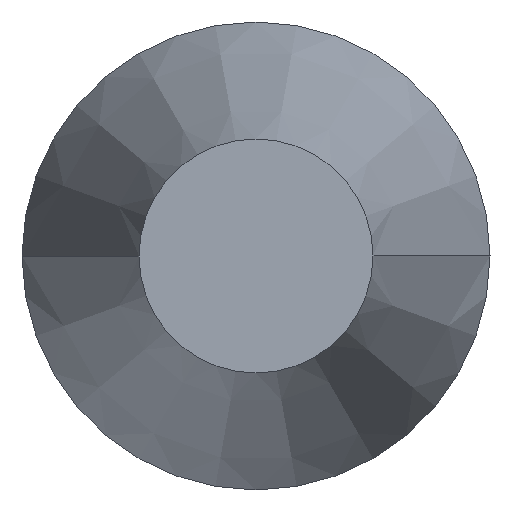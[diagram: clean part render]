
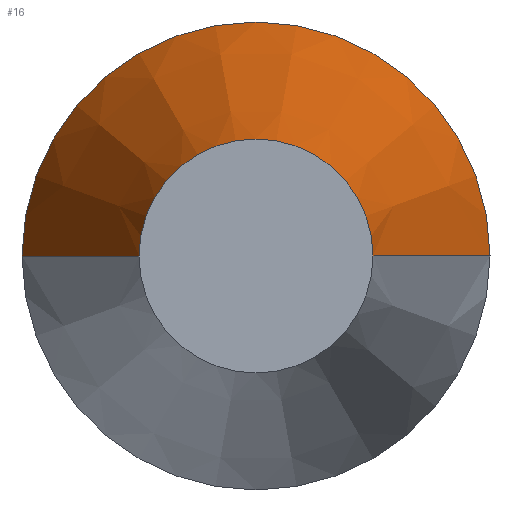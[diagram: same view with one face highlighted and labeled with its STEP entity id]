
A CAD part, front view. The second image highlights one B-rep face of the part: STEP entity #16.
In plain terms, the highlighted conical face has half-angle 15 degrees and reference radius 1.587 mm.
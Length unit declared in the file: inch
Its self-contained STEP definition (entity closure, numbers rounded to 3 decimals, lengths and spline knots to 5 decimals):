
#9 = VERTEX_POINT ( 'NONE', #41 ) ;
#12 = CARTESIAN_POINT ( 'NONE',  ( 0., 0.48325, 0. ) ) ;
#16 = ADVANCED_FACE ( 'NONE', ( #142 ), #185, .T. ) ;
#23 = DIRECTION ( 'NONE',  ( -1., 0., 0. ) ) ;
#24 = EDGE_CURVE ( 'NONE', #295, #9, #340, .T. ) ;
#33 = ORIENTED_EDGE ( 'NONE', *, *, #207, .F. ) ;
#34 = AXIS2_PLACEMENT_3D ( 'NONE', #232, #155, #23 ) ;
#41 = CARTESIAN_POINT ( 'NONE',  ( 0.0625, 0.25, 0. ) ) ;
#69 = DIRECTION ( 'NONE',  ( 0., 1., 0. ) ) ;
#103 = ORIENTED_EDGE ( 'NONE', *, *, #24, .T. ) ;
#105 = CARTESIAN_POINT ( 'NONE',  ( -0.125, 0.48325, 0. ) ) ;
#114 = VERTEX_POINT ( 'NONE', #346 ) ;
#121 = CARTESIAN_POINT ( 'NONE',  ( -0.0625, 0.25, 0. ) ) ;
#126 = ORIENTED_EDGE ( 'NONE', *, *, #317, .F. ) ;
#130 = VERTEX_POINT ( 'NONE', #105 ) ;
#142 = FACE_OUTER_BOUND ( 'NONE', #306, .T. ) ;
#145 = AXIS2_PLACEMENT_3D ( 'NONE', #12, #280, #352 ) ;
#148 = DIRECTION ( 'NONE',  ( 0.259, 0.966, 0. ) ) ;
#155 = DIRECTION ( 'NONE',  ( 0., 1., 0. ) ) ;
#157 = VECTOR ( 'NONE', #148, 39.37008 ) ;
#175 = CARTESIAN_POINT ( 'NONE',  ( 0., 0.25, 0. ) ) ;
#185 = CONICAL_SURFACE ( 'NONE', #281, 0.0625, 0.262 ) ;
#193 = LINE ( 'NONE', #121, #198 ) ;
#196 = LINE ( 'NONE', #282, #157 ) ;
#198 = VECTOR ( 'NONE', #303, 39.37008 ) ;
#207 = EDGE_CURVE ( 'NONE', #295, #130, #193, .T. ) ;
#232 = CARTESIAN_POINT ( 'NONE',  ( 0., 0.25, 0. ) ) ;
#259 = DIRECTION ( 'NONE',  ( -1., 0., 0. ) ) ;
#274 = EDGE_CURVE ( 'NONE', #9, #114, #196, .T. ) ;
#280 = DIRECTION ( 'NONE',  ( 0., 1., 0. ) ) ;
#281 = AXIS2_PLACEMENT_3D ( 'NONE', #175, #69, #259 ) ;
#282 = CARTESIAN_POINT ( 'NONE',  ( 0.0625, 0.25, 0. ) ) ;
#294 = CARTESIAN_POINT ( 'NONE',  ( -0.0625, 0.25, 0. ) ) ;
#295 = VERTEX_POINT ( 'NONE', #294 ) ;
#303 = DIRECTION ( 'NONE',  ( -0.259, 0.966, 0. ) ) ;
#306 = EDGE_LOOP ( 'NONE', ( #103, #326, #126, #33 ) ) ;
#317 = EDGE_CURVE ( 'NONE', #130, #114, #357, .T. ) ;
#326 = ORIENTED_EDGE ( 'NONE', *, *, #274, .T. ) ;
#340 = CIRCLE ( 'NONE', #34, 0.0625 ) ;
#346 = CARTESIAN_POINT ( 'NONE',  ( 0.125, 0.48325, 0. ) ) ;
#352 = DIRECTION ( 'NONE',  ( -1., 0., 0. ) ) ;
#357 = CIRCLE ( 'NONE', #145, 0.125 ) ;
